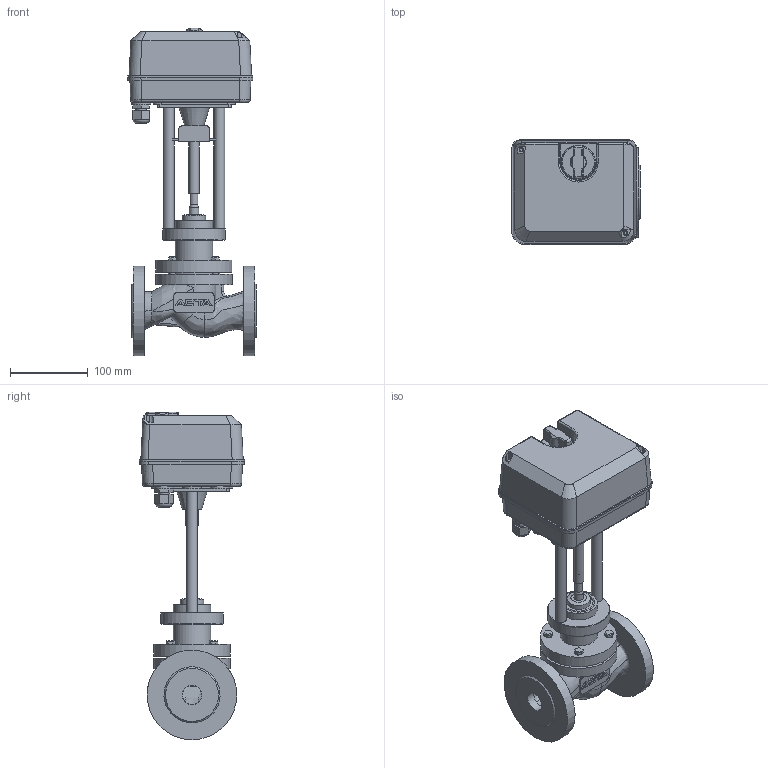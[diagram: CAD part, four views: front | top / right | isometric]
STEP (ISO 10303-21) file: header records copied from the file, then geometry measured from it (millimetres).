
FILE_DESCRIPTION(/* description */ (''),/* implementation_level */ '2;1');
FILE_NAME(/* name */ 'Р11 DN25 + ЭПР 0,6.stp',/* time_stamp */ '2024-03-17T10:22:17+03:00',/* author */ ('kostr'),/* organization */ (''),/* preprocessor_version */ 'ST-DEVELOPER v18.1',/* originating_system */ 'AutoCAD Mechanical',/* authorisation */ '');
FILE_SCHEMA (('AUTOMOTIVE_DESIGN { 1 0 10303 214 3 1 1 }'));
Products named in the file (2): Product1; Product
Assembly tree (1 placements, depth 2):
  Product1
    Product
Bounding box: 164.99 x 134.8 x 420.17 mm (x, y, z)
Volume: 1267984.5 mm3; surface area: 474557.1 mm2
Topology: 28 solids, 32 shells, 2150 faces, 6065 edges, 4122 vertices
Faces by surface type: plane 1305, cylinder 584, bspline 121, cone 108, torus 30, sphere 2
Full cylindrical faces by diameter (mm): 2.4 x7, 2.45 x4, 2.5 x1, 3.95 x1, 4 x7, 4.3 x44, 4.5 x8, 5 x48, 5.296 x1, 5.5 x3, 5.52 x1, 5.9 x2, 6 x4, 6.089 x1, 6.5 x4, 7 x4, 7.2 x1, 7.3 x1, 8 x44, 8.5 x4, 8.8 x1, 9.2 x2, 9.3 x1, 9.5 x4, 10 x33, 10.5 x1, 11 x1, 12 x3, 12.5 x4, 13 x1
Entity records: 124239 total; most frequent: CARTESIAN_POINT 69052, ORIENTED_EDGE 12044, DIRECTION 10707, EDGE_CURVE 6022, VERTEX_POINT 4043, AXIS2_PLACEMENT_3D 3570, LINE 3567, VECTOR 3567
